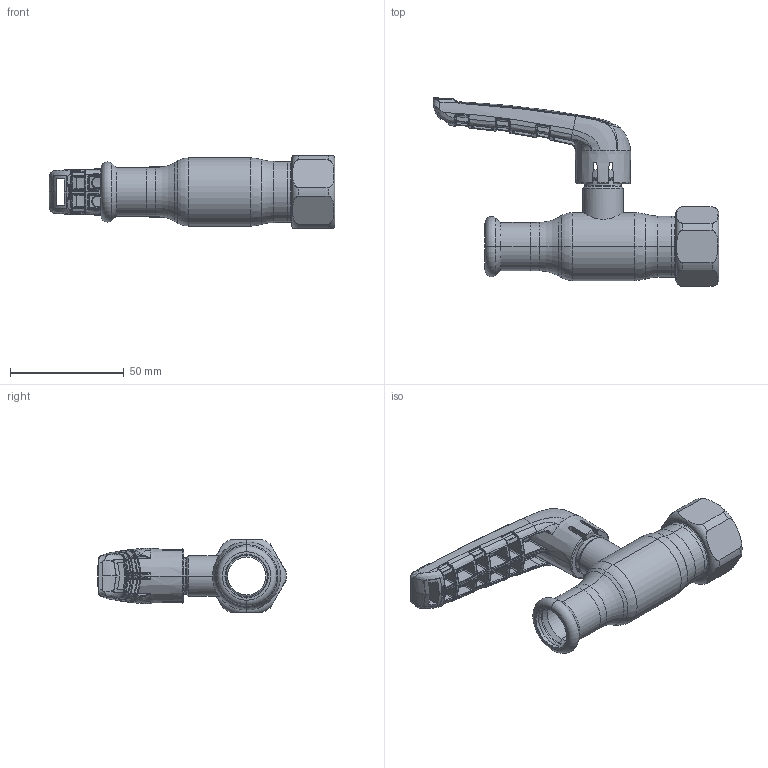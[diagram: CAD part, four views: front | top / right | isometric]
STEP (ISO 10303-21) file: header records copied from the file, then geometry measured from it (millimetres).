
FILE_DESCRIPTION (( 'STEP AP214' ), '1' );
FILE_NAME ('1015001010-xxxx.step', '2019-05-07T11:37:09', ( '' ), ( '' ), 'SwSTEP 2.0', 'SolidWorks 2017', '' );
FILE_SCHEMA (( 'AUTOMOTIVE_DESIGN' ));
Length unit declared in the file: millimetre
Products named in the file (1): 1015001010-xxxx
Bounding box: 125.78 x 83.07 x 32 mm (x, y, z)
Surface area: 24107.5 mm2 (no closed solid volume)
Topology: 0 solids, 9 shells, 824 faces, 2428 edges, 1526 vertices
Faces by surface type: bspline 658, plane 66, cylinder 46, cone 29, torus 25
Entity records: 68484 total; most frequent: CARTESIAN_POINT 43491, ORIENTED_EDGE 4199, EDGE_CURVE 2404, B_SPLINE_CURVE_WITH_KNOTS 1667, DIRECTION 1621, VERTEX_POINT 1526, EDGE_LOOP 848, UNCERTAINTY_MEASURE_WITH_UNIT 826
